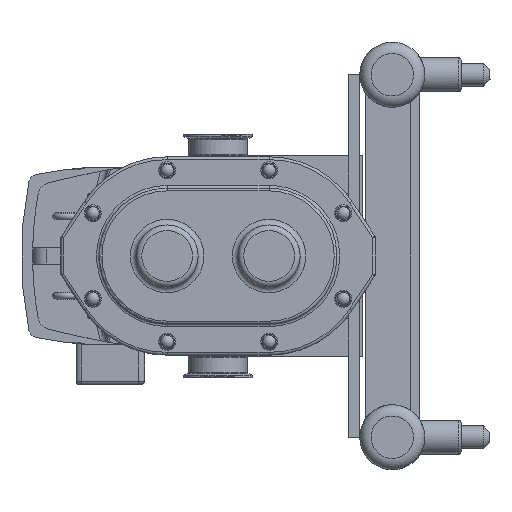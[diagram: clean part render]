
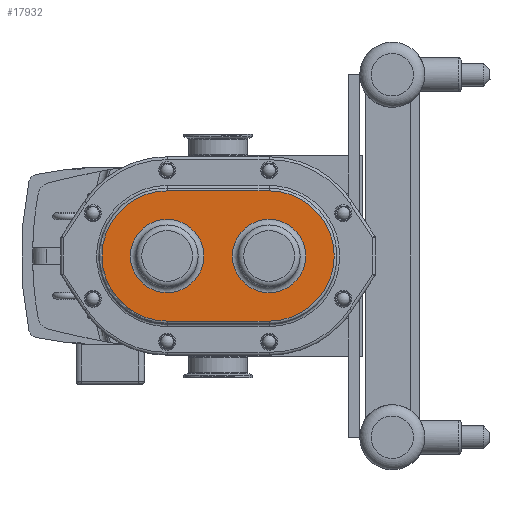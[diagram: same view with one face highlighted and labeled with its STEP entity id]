
A CAD part, left-side view. The second image highlights one B-rep face of the part: STEP entity #17932.
In plain terms, the highlighted planar face has unit normal (-1, 0, 0).
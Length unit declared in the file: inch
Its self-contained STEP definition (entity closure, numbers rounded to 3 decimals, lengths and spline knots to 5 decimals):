
#847=CIRCLE('',#19177,2.875);
#851=CIRCLE('',#19184,2.875);
#885=CIRCLE('',#19248,1.62);
#886=CIRCLE('',#19250,1.62);
#1757=FACE_BOUND('',#3686,.T.);
#1758=FACE_BOUND('',#3687,.T.);
#1973=PLANE('',#19249);
#2614=FACE_OUTER_BOUND('',#3685,.T.);
#3685=EDGE_LOOP('',(#13515,#13516,#13517,#13518));
#3686=EDGE_LOOP('',(#13519));
#3687=EDGE_LOOP('',(#13520));
#4894=LINE('',#28663,#6222);
#4896=LINE('',#28668,#6224);
#6222=VECTOR('',#22109,0.3937);
#6224=VECTOR('',#22113,0.3937);
#7882=VERTEX_POINT('',#28653);
#7883=VERTEX_POINT('',#28655);
#7885=VERTEX_POINT('',#28661);
#7887=VERTEX_POINT('',#28667);
#7914=VERTEX_POINT('',#29176);
#7915=VERTEX_POINT('',#29180);
#9919=EDGE_CURVE('',#7882,#7883,#847,.T.);
#9923=EDGE_CURVE('',#7885,#7882,#4894,.T.);
#9925=EDGE_CURVE('',#7883,#7887,#4896,.T.);
#9928=EDGE_CURVE('',#7887,#7885,#851,.T.);
#9986=EDGE_CURVE('',#7914,#7914,#885,.T.);
#9987=EDGE_CURVE('',#7915,#7915,#886,.T.);
#13515=ORIENTED_EDGE('',*,*,#9923,.F.);
#13516=ORIENTED_EDGE('',*,*,#9928,.F.);
#13517=ORIENTED_EDGE('',*,*,#9925,.F.);
#13518=ORIENTED_EDGE('',*,*,#9919,.F.);
#13519=ORIENTED_EDGE('',*,*,#9986,.F.);
#13520=ORIENTED_EDGE('',*,*,#9987,.F.);
#17932=ADVANCED_FACE('',(#2614,#1757,#1758),#1973,.T.);
#19177=AXIS2_PLACEMENT_3D('',#28656,#22100,#22101);
#19184=AXIS2_PLACEMENT_3D('',#28693,#22118,#22119);
#19248=AXIS2_PLACEMENT_3D('',#29178,#22268,#22269);
#19249=AXIS2_PLACEMENT_3D('',#29179,#22270,#22271);
#19250=AXIS2_PLACEMENT_3D('',#29181,#22272,#22273);
#22100=DIRECTION('center_axis',(1.,0.,0.));
#22101=DIRECTION('ref_axis',(0.,-1.,0.));
#22109=DIRECTION('',(0.,-1.,0.));
#22113=DIRECTION('',(0.,1.,0.));
#22118=DIRECTION('center_axis',(1.,0.,0.));
#22119=DIRECTION('ref_axis',(0.,1.,0.));
#22268=DIRECTION('center_axis',(-1.,0.,0.));
#22269=DIRECTION('ref_axis',(0.,0.,1.));
#22270=DIRECTION('center_axis',(-1.,0.,0.));
#22271=DIRECTION('ref_axis',(0.,0.,-1.));
#22272=DIRECTION('center_axis',(-1.,0.,0.));
#22273=DIRECTION('ref_axis',(0.,0.,1.));
#28653=CARTESIAN_POINT('',(-1.02,-2.25,2.875));
#28655=CARTESIAN_POINT('',(-1.02,-2.25,-2.875));
#28656=CARTESIAN_POINT('Origin',(-1.02,-2.25,0.));
#28661=CARTESIAN_POINT('',(-1.02,2.25,2.875));
#28663=CARTESIAN_POINT('',(-1.02,-1.125,2.875));
#28667=CARTESIAN_POINT('',(-1.02,2.25,-2.875));
#28668=CARTESIAN_POINT('',(-1.02,1.125,-2.875));
#28693=CARTESIAN_POINT('Origin',(-1.02,2.25,0.));
#29176=CARTESIAN_POINT('',(-1.02,-2.25,-1.62));
#29178=CARTESIAN_POINT('Origin',(-1.02,-2.25,0.));
#29179=CARTESIAN_POINT('Origin',(-1.02,0.,0.));
#29180=CARTESIAN_POINT('',(-1.02,2.25,-1.62));
#29181=CARTESIAN_POINT('Origin',(-1.02,2.25,0.));
